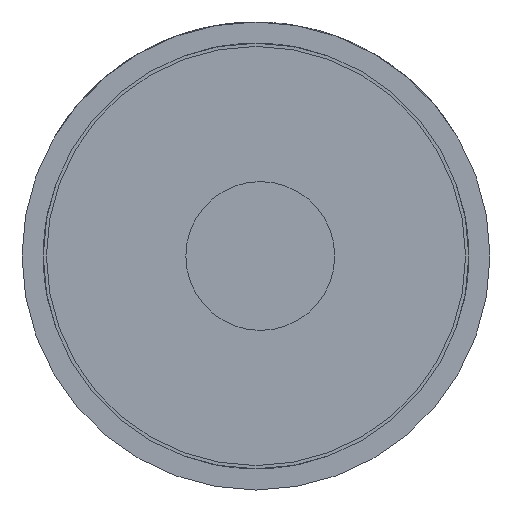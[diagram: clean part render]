
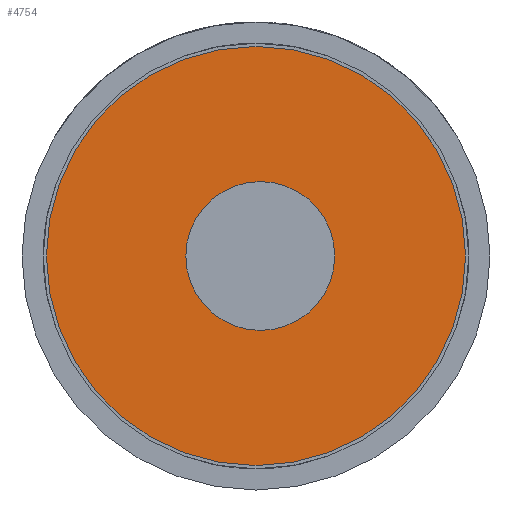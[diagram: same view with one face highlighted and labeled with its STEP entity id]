
A CAD part, front view. The second image highlights one B-rep face of the part: STEP entity #4754.
In plain terms, the highlighted planar face has unit normal (0, -1, 0).
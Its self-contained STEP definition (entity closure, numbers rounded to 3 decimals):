
#373 = DIRECTION ( 'NONE',  ( 0., 1., 0. ) ) ;
#429 = DIRECTION ( 'NONE',  ( -1., 0., 0. ) ) ;
#438 = EDGE_CURVE ( 'Defeature ausgef�hrt1_5+Defeature ausgef�hrt1_47+Defeature ausgef�hrt1_47+Defeature ausgef�hrt1_47', #1975, #1376, #3450, .T. ) ;
#540 = DIRECTION ( 'NONE',  ( -1., 0., 0. ) ) ;
#651 = AXIS2_PLACEMENT_3D ( 'NONE', #878, #373, #3923 ) ;
#750 = EDGE_LOOP ( 'NONE', ( #3742, #3343 ) ) ;
#759 = CIRCLE ( 'NONE', #3904, 0.985 ) ;
#878 = CARTESIAN_POINT ( 'NONE',  ( 0.02, -31.5, 0. ) ) ;
#943 = VERTEX_POINT ( 'NONE', #5335 ) ;
#1293 = ORIENTED_EDGE ( 'NONE', *, *, #4359, .F. ) ;
#1307 = EDGE_LOOP ( 'NONE', ( #1293, #2046 ) ) ;
#1376 = VERTEX_POINT ( 'NONE', #3571 ) ;
#1401 = PLANE ( 'NONE',  #4862 ) ;
#1779 = DIRECTION ( 'NONE',  ( 0., 1., 0. ) ) ;
#1822 = FACE_BOUND ( 'NONE', #750, .T. ) ;
#1975 = VERTEX_POINT ( 'NONE', #2912 ) ;
#2046 = ORIENTED_EDGE ( 'NONE', *, *, #3568, .F. ) ;
#2206 = DIRECTION ( 'NONE',  ( -1., 0., 0. ) ) ;
#2433 = CIRCLE ( 'NONE', #2801, 0.985 ) ;
#2562 = CARTESIAN_POINT ( 'NONE',  ( -0.985, -31.5, 0. ) ) ;
#2683 = EDGE_CURVE ( 'Defeature ausgef�hrt1_5+Defeature ausgef�hrt1_47+Defeature ausgef�hrt1_47+Defeature ausgef�hrt1_47', #1376, #1975, #5449, .T. ) ;
#2687 = CARTESIAN_POINT ( 'NONE',  ( 0., -31.5, 0. ) ) ;
#2801 = AXIS2_PLACEMENT_3D ( 'NONE', #2687, #3546, #5691 ) ;
#2912 = CARTESIAN_POINT ( 'NONE',  ( 0.02, -31.5, 0.35 ) ) ;
#3061 = CARTESIAN_POINT ( 'NONE',  ( 0.985, -31.5, 0. ) ) ;
#3343 = ORIENTED_EDGE ( 'NONE', *, *, #2683, .T. ) ;
#3450 = CIRCLE ( 'NONE', #651, 0.35 ) ;
#3544 = DIRECTION ( 'NONE',  ( 0., 1., 0. ) ) ;
#3546 = DIRECTION ( 'NONE',  ( 0., 1., 0. ) ) ;
#3557 = CARTESIAN_POINT ( 'NONE',  ( 0.02, -31.5, 0. ) ) ;
#3568 = EDGE_CURVE ( 'Defeature ausgef�hrt1_6+Defeature ausgef�hrt1_5+Defeature ausgef�hrt1_5+Defeature ausgef�hrt1_5', #943, #4194, #2433, .T. ) ;
#3571 = CARTESIAN_POINT ( 'NONE',  ( 0.02, -31.5, -0.35 ) ) ;
#3742 = ORIENTED_EDGE ( 'NONE', *, *, #438, .T. ) ;
#3904 = AXIS2_PLACEMENT_3D ( 'NONE', #4506, #1779, #540 ) ;
#3919 = FACE_OUTER_BOUND ( 'NONE', #1307, .T. ) ;
#3923 = DIRECTION ( 'NONE',  ( -1., 0., 0. ) ) ;
#4140 = AXIS2_PLACEMENT_3D ( 'NONE', #3557, #4849, #2206 ) ;
#4194 = VERTEX_POINT ( 'NONE', #2562 ) ;
#4359 = EDGE_CURVE ( 'Defeature ausgef�hrt1_6+Defeature ausgef�hrt1_5+Defeature ausgef�hrt1_5+Defeature ausgef�hrt1_5', #4194, #943, #759, .T. ) ;
#4506 = CARTESIAN_POINT ( 'NONE',  ( 0., -31.5, 0. ) ) ;
#4754 = ADVANCED_FACE ( 'Defeature ausgef�hrt1_5', ( #1822, #3919 ), #1401, .F. ) ;
#4849 = DIRECTION ( 'NONE',  ( 0., 1., 0. ) ) ;
#4862 = AXIS2_PLACEMENT_3D ( 'NONE', #3061, #3544, #429 ) ;
#5335 = CARTESIAN_POINT ( 'NONE',  ( 0.985, -31.5, 0. ) ) ;
#5449 = CIRCLE ( 'NONE', #4140, 0.35 ) ;
#5691 = DIRECTION ( 'NONE',  ( -1., 0., 0. ) ) ;
